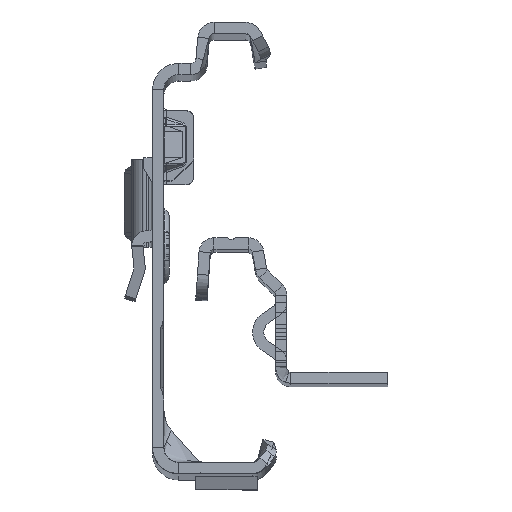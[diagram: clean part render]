
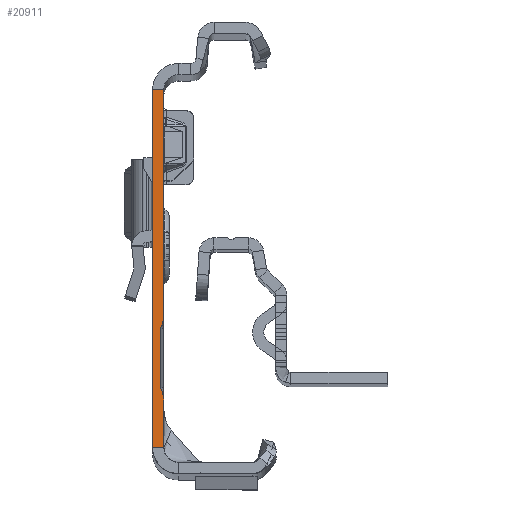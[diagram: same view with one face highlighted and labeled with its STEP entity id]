
A CAD part, top view. The second image highlights one B-rep face of the part: STEP entity #20911.
In plain terms, the highlighted planar face has unit normal (0, 0, 1).
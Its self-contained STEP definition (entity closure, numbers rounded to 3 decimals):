
#2 = VERTEX_POINT ( 'NONE', #5827 ) ;
#109 = CARTESIAN_POINT ( 'NONE',  ( -2.5, -8.231, 0. ) ) ;
#429 = LINE ( 'NONE', #15414, #19977 ) ;
#1296 = AXIS2_PLACEMENT_3D ( 'NONE', #21988, #13883, #3042 ) ;
#1787 = VERTEX_POINT ( 'NONE', #25542 ) ;
#1841 = EDGE_CURVE ( 'NONE', #8764, #6636, #4204, .T. ) ;
#2060 = EDGE_CURVE ( 'NONE', #1787, #19386, #11875, .T. ) ;
#2145 = LINE ( 'NONE', #18897, #14078 ) ;
#2178 = EDGE_CURVE ( 'NONE', #19386, #8764, #16840, .T. ) ;
#2240 = DIRECTION ( 'NONE',  ( 1., 0., 0. ) ) ;
#2674 = EDGE_CURVE ( 'NONE', #18629, #16851, #22732, .T. ) ;
#3042 = DIRECTION ( 'NONE',  ( 0., -1., 0. ) ) ;
#3441 = AXIS2_PLACEMENT_3D ( 'NONE', #109, #25641, #10962 ) ;
#3716 = DIRECTION ( 'NONE',  ( -1., 0., 0. ) ) ;
#3963 = CIRCLE ( 'NONE', #9675, 1. ) ;
#4111 = CIRCLE ( 'NONE', #16398, 2.5 ) ;
#4204 = LINE ( 'NONE', #8864, #4506 ) ;
#4444 = DIRECTION ( 'NONE',  ( 1., 0., 0. ) ) ;
#4506 = VECTOR ( 'NONE', #14913, 1000. ) ;
#4562 = DIRECTION ( 'NONE',  ( -1., 0., 0. ) ) ;
#5325 = EDGE_CURVE ( 'NONE', #6658, #2, #2145, .T. ) ;
#5761 = VERTEX_POINT ( 'NONE', #17229 ) ;
#5793 = VECTOR ( 'NONE', #12831, 1000. ) ;
#5827 = CARTESIAN_POINT ( 'NONE',  ( -1.5, -25.865, 0. ) ) ;
#6322 = VERTEX_POINT ( 'NONE', #6807 ) ;
#6455 = CARTESIAN_POINT ( 'NONE',  ( -0.306, -9.443, 0. ) ) ;
#6636 = VERTEX_POINT ( 'NONE', #21193 ) ;
#6658 = VERTEX_POINT ( 'NONE', #16966 ) ;
#6770 = LINE ( 'NONE', #15021, #5793 ) ;
#6807 = CARTESIAN_POINT ( 'NONE',  ( 0., -19.499, 0. ) ) ;
#7319 = EDGE_CURVE ( 'NONE', #16851, #8498, #22660, .T. ) ;
#8300 = EDGE_CURVE ( 'NONE', #8498, #1787, #3963, .T. ) ;
#8498 = VERTEX_POINT ( 'NONE', #6455 ) ;
#8566 = DIRECTION ( 'NONE',  ( 0., 0., 1. ) ) ;
#8764 = VERTEX_POINT ( 'NONE', #18783 ) ;
#8864 = CARTESIAN_POINT ( 'NONE',  ( -0.234, -18.442, 0. ) ) ;
#9484 = ORIENTED_EDGE ( 'NONE', *, *, #5325, .T. ) ;
#9675 = AXIS2_PLACEMENT_3D ( 'NONE', #26384, #15952, #3716 ) ;
#10151 = EDGE_CURVE ( 'NONE', #6322, #5761, #6770, .T. ) ;
#10298 = EDGE_CURVE ( 'NONE', #18315, #18629, #24217, .T. ) ;
#10621 = ORIENTED_EDGE ( 'NONE', *, *, #1841, .F. ) ;
#10890 = VECTOR ( 'NONE', #16359, 1000. ) ;
#10955 = ORIENTED_EDGE ( 'NONE', *, *, #7319, .F. ) ;
#10962 = DIRECTION ( 'NONE',  ( -1., 0., 0. ) ) ;
#11875 = LINE ( 'NONE', #26690, #14199 ) ;
#12431 = EDGE_CURVE ( 'NONE', #6636, #6322, #4111, .T. ) ;
#12732 = DIRECTION ( 'NONE',  ( 0., -1., 0. ) ) ;
#12815 = DIRECTION ( 'NONE',  ( 0., 0., -1. ) ) ;
#12831 = DIRECTION ( 'NONE',  ( 0., -1., 0. ) ) ;
#13070 = EDGE_LOOP ( 'NONE', ( #21350, #24842, #18786, #9484, #18964, #13085, #13125, #10621, #23260, #16618, #17324, #10955 ) ) ;
#13085 = ORIENTED_EDGE ( 'NONE', *, *, #10151, .F. ) ;
#13125 = ORIENTED_EDGE ( 'NONE', *, *, #12431, .F. ) ;
#13505 = DIRECTION ( 'NONE',  ( 0., -1., 0. ) ) ;
#13744 = FACE_OUTER_BOUND ( 'NONE', #13070, .T. ) ;
#13787 = DIRECTION ( 'NONE',  ( 0., -1., 0. ) ) ;
#13883 = DIRECTION ( 'NONE',  ( 0., 0., 1. ) ) ;
#14078 = VECTOR ( 'NONE', #12732, 1000. ) ;
#14199 = VECTOR ( 'NONE', #13787, 1000. ) ;
#14289 = CARTESIAN_POINT ( 'NONE',  ( -0.234, -9.288, 0. ) ) ;
#14913 = DIRECTION ( 'NONE',  ( 0.423, -0.906, 0. ) ) ;
#15021 = CARTESIAN_POINT ( 'NONE',  ( 0., 24.135, 0. ) ) ;
#15322 = EDGE_CURVE ( 'NONE', #5761, #2, #23572, .T. ) ;
#15414 = CARTESIAN_POINT ( 'NONE',  ( 0., 22.135, 0. ) ) ;
#15565 = EDGE_CURVE ( 'NONE', #18315, #6658, #429, .T. ) ;
#15742 = DIRECTION ( 'NONE',  ( -1., 0., 0. ) ) ;
#15907 = CARTESIAN_POINT ( 'NONE',  ( 0., 22.135, 0. ) ) ;
#15952 = DIRECTION ( 'NONE',  ( 0., 0., 1. ) ) ;
#16359 = DIRECTION ( 'NONE',  ( -0.423, -0.906, 0. ) ) ;
#16398 = AXIS2_PLACEMENT_3D ( 'NONE', #24902, #12815, #4444 ) ;
#16618 = ORIENTED_EDGE ( 'NONE', *, *, #2060, .F. ) ;
#16840 = CIRCLE ( 'NONE', #23431, 1. ) ;
#16851 = VERTEX_POINT ( 'NONE', #20853 ) ;
#16966 = CARTESIAN_POINT ( 'NONE',  ( -1.5, 22.135, 0. ) ) ;
#17088 = CARTESIAN_POINT ( 'NONE',  ( 0.6, -17.865, 0. ) ) ;
#17229 = CARTESIAN_POINT ( 'NONE',  ( 0., -25.865, 0. ) ) ;
#17262 = CARTESIAN_POINT ( 'NONE',  ( 0., -25.865, 0. ) ) ;
#17324 = ORIENTED_EDGE ( 'NONE', *, *, #8300, .F. ) ;
#17551 = CARTESIAN_POINT ( 'NONE',  ( 0., -8.231, 0. ) ) ;
#17981 = CARTESIAN_POINT ( 'NONE',  ( -0.4, -17.865, 0. ) ) ;
#18315 = VERTEX_POINT ( 'NONE', #15907 ) ;
#18629 = VERTEX_POINT ( 'NONE', #17551 ) ;
#18783 = CARTESIAN_POINT ( 'NONE',  ( -0.306, -18.288, 0. ) ) ;
#18786 = ORIENTED_EDGE ( 'NONE', *, *, #15565, .T. ) ;
#18897 = CARTESIAN_POINT ( 'NONE',  ( -1.5, 24.135, 0. ) ) ;
#18964 = ORIENTED_EDGE ( 'NONE', *, *, #15322, .F. ) ;
#19386 = VERTEX_POINT ( 'NONE', #17981 ) ;
#19977 = VECTOR ( 'NONE', #4562, 1000. ) ;
#20853 = CARTESIAN_POINT ( 'NONE',  ( -0.234, -9.288, 0. ) ) ;
#20911 = ADVANCED_FACE ( 'NONE', ( #13744 ), #26381, .T. ) ;
#21123 = VECTOR ( 'NONE', #13505, 1000. ) ;
#21193 = CARTESIAN_POINT ( 'NONE',  ( -0.234, -18.442, 0. ) ) ;
#21350 = ORIENTED_EDGE ( 'NONE', *, *, #2674, .F. ) ;
#21988 = CARTESIAN_POINT ( 'NONE',  ( -1.5, 24.135, 0. ) ) ;
#22660 = LINE ( 'NONE', #14289, #10890 ) ;
#22732 = CIRCLE ( 'NONE', #3441, 2.5 ) ;
#23260 = ORIENTED_EDGE ( 'NONE', *, *, #2178, .F. ) ;
#23431 = AXIS2_PLACEMENT_3D ( 'NONE', #17088, #8566, #2240 ) ;
#23572 = LINE ( 'NONE', #17262, #24771 ) ;
#23949 = CARTESIAN_POINT ( 'NONE',  ( 0., 24.135, 0. ) ) ;
#24217 = LINE ( 'NONE', #23949, #21123 ) ;
#24771 = VECTOR ( 'NONE', #15742, 1000. ) ;
#24842 = ORIENTED_EDGE ( 'NONE', *, *, #10298, .F. ) ;
#24902 = CARTESIAN_POINT ( 'NONE',  ( -2.5, -19.499, 0. ) ) ;
#25542 = CARTESIAN_POINT ( 'NONE',  ( -0.4, -9.865, 0. ) ) ;
#25641 = DIRECTION ( 'NONE',  ( 0., 0., -1. ) ) ;
#26381 = PLANE ( 'NONE',  #1296 ) ;
#26384 = CARTESIAN_POINT ( 'NONE',  ( 0.6, -9.865, 0. ) ) ;
#26690 = CARTESIAN_POINT ( 'NONE',  ( -0.4, -9.865, 0. ) ) ;
